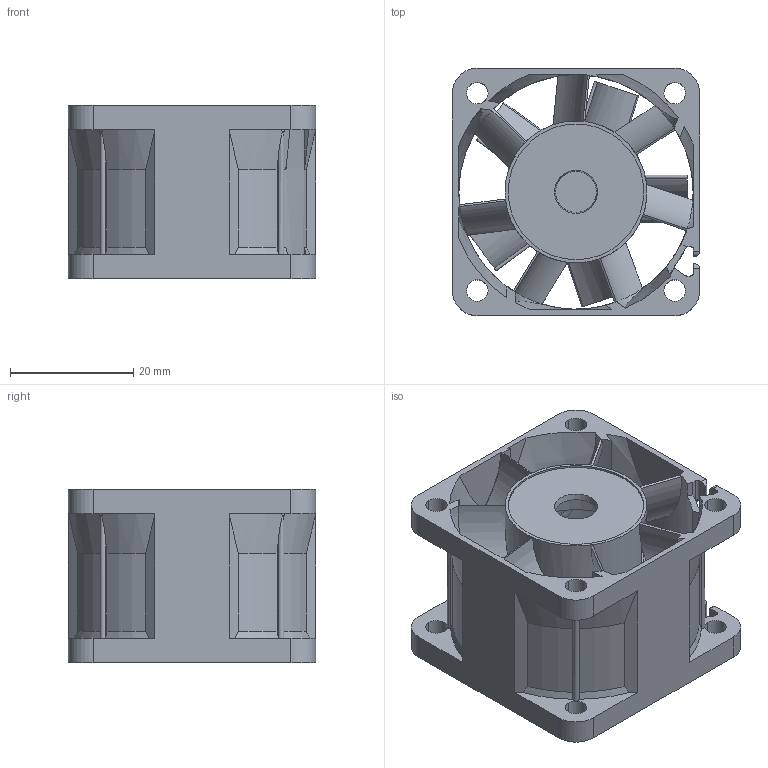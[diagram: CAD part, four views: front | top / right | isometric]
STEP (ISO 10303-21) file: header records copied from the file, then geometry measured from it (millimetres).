
FILE_DESCRIPTION((''),'2;1');
FILE_NAME('FFB0412HHN','2019-02-18T',('LIEN.CHEN'),(''),'PRO/ENGINEER BY PARAMETRIC TECHNOLOGY CORPORATION, 2012060','PRO/ENGINEER BY PARAMETRIC TECHNOLOGY CORPORATION, 2012060','');
FILE_SCHEMA(('CONFIG_CONTROL_DESIGN'));
Length unit declared in the file: millimetre
Products named in the file (1): FFB0412HHN
Bounding box: 40.1 x 40.1 x 28.2 mm (x, y, z)
Volume: 13450.5 mm3; surface area: 15028.1 mm2
Topology: 2 solids, 2 shells, 257 faces, 760 edges, 490 vertices
Faces by surface type: cylinder 102, plane 96, cone 32, extrusion 19, bspline 8
Entity records: 11378 total; most frequent: CARTESIAN_POINT 4687, ORIENTED_EDGE 1520, DIRECTION 1257, EDGE_CURVE 760, VERTEX_POINT 490, AXIS2_PLACEMENT_3D 478, VECTOR 301, LINE 282
